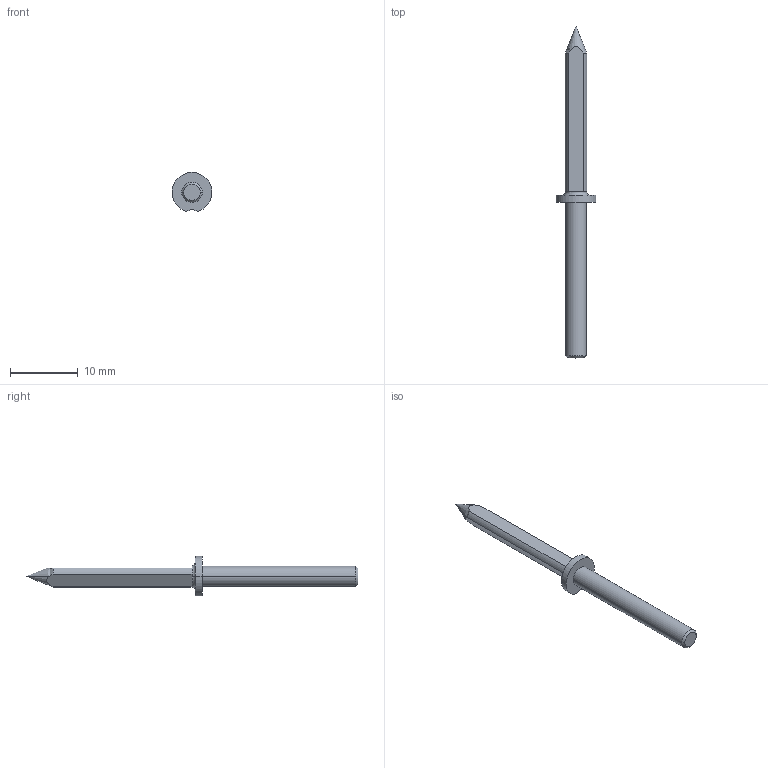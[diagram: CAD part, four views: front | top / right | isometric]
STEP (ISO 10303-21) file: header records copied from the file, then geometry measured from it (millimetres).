
FILE_DESCRIPTION (( 'STEP AP214' ), '1' );
FILE_NAME ('37710~0.STEP', '2020-02-17T12:06:29', ( '' ), ( '' ), 'SwSTEP 2.0', 'SolidWorks 2018', '' );
FILE_SCHEMA (( 'AUTOMOTIVE_DESIGN' ));
Length unit declared in the file: millimetre
Products named in the file (1): 37710~0
Bounding box: 5.9 x 49 x 5.81 mm (x, y, z)
Volume: 332.9 mm3; surface area: 499.3 mm2
Topology: 1 solids, 1 shells, 24 faces, 55 edges, 33 vertices
Faces by surface type: cylinder 9, plane 9, cone 4, torus 2
Entity records: 765 total; most frequent: CARTESIAN_POINT 160, DIRECTION 127, ORIENTED_EDGE 106, AXIS2_PLACEMENT_3D 54, EDGE_CURVE 53, VERTEX_POINT 33, CIRCLE 29, EDGE_LOOP 26
